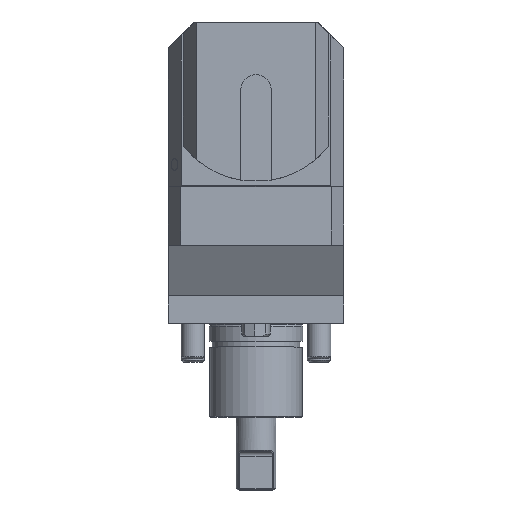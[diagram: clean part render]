
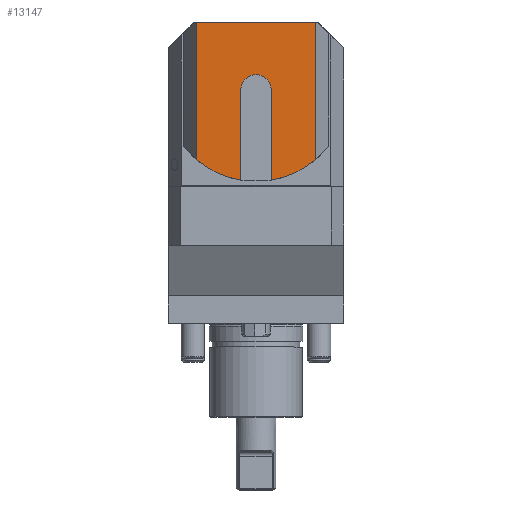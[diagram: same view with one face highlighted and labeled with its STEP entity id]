
A CAD part, top view. The second image highlights one B-rep face of the part: STEP entity #13147.
In plain terms, the highlighted planar face has unit normal (0, 0, 1).
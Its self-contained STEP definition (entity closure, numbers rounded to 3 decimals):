
#521 = VERTEX_POINT ( 'NONE', #25897 ) ;
#642 = AXIS2_PLACEMENT_3D ( 'NONE', #17561, #25981, #23993 ) ;
#1091 = CARTESIAN_POINT ( 'NONE',  ( 0.596, 81., 96.5 ) ) ;
#1130 = CARTESIAN_POINT ( 'NONE',  ( 26.072, 52., 96.5 ) ) ;
#1956 = CIRCLE ( 'NONE', #8477, 6.5 ) ;
#2267 = CARTESIAN_POINT ( 'NONE',  ( 26.072, 22.142, 96.5 ) ) ;
#2331 = DIRECTION ( 'NONE',  ( 0., 0., 1. ) ) ;
#2993 = VECTOR ( 'NONE', #20600, 1000. ) ;
#3008 = PLANE ( 'NONE',  #12380 ) ;
#3017 = LINE ( 'NONE', #1091, #7082 ) ;
#3590 = VERTEX_POINT ( 'NONE', #14044 ) ;
#4286 = VECTOR ( 'NONE', #24763, 1000. ) ;
#4432 = CARTESIAN_POINT ( 'NONE',  ( 0.596, 52., 96.5 ) ) ;
#7082 = VECTOR ( 'NONE', #9409, 1000. ) ;
#8477 = AXIS2_PLACEMENT_3D ( 'NONE', #4432, #2331, #12653 ) ;
#8729 = VERTEX_POINT ( 'NONE', #2267 ) ;
#9036 = CIRCLE ( 'NONE', #25936, 39.25 ) ;
#9409 = DIRECTION ( 'NONE',  ( -1., 0., 0. ) ) ;
#9695 = EDGE_CURVE ( 'NONE', #521, #3590, #1956, .T. ) ;
#10311 = EDGE_CURVE ( 'NONE', #3590, #19529, #25810, .T. ) ;
#10325 = VERTEX_POINT ( 'NONE', #23418 ) ;
#10525 = CARTESIAN_POINT ( 'NONE',  ( 7.096, 13.292, 96.5 ) ) ;
#10623 = ORIENTED_EDGE ( 'NONE', *, *, #26886, .T. ) ;
#11150 = EDGE_LOOP ( 'NONE', ( #13370, #26625, #14111, #10623, #22677, #20026, #13419, #11220 ) ) ;
#11185 = CARTESIAN_POINT ( 'NONE',  ( -5.904, 13.292, 96.5 ) ) ;
#11220 = ORIENTED_EDGE ( 'NONE', *, *, #24193, .T. ) ;
#11299 = CARTESIAN_POINT ( 'NONE',  ( -5.904, 52., 96.5 ) ) ;
#11847 = VERTEX_POINT ( 'NONE', #21265 ) ;
#12316 = LINE ( 'NONE', #22545, #2993 ) ;
#12380 = AXIS2_PLACEMENT_3D ( 'NONE', #21484, #21773, #24083 ) ;
#12653 = DIRECTION ( 'NONE',  ( 0., -1., 0. ) ) ;
#13147 = ADVANCED_FACE ( 'Defeature completata2_217', ( #23668 ), #3008, .T. ) ;
#13370 = ORIENTED_EDGE ( 'NONE', *, *, #15592, .T. ) ;
#13419 = ORIENTED_EDGE ( 'NONE', *, *, #14918, .F. ) ;
#14044 = CARTESIAN_POINT ( 'NONE',  ( -5.904, 52., 96.5 ) ) ;
#14111 = ORIENTED_EDGE ( 'NONE', *, *, #26665, .T. ) ;
#14918 = EDGE_CURVE ( 'NONE', #20627, #521, #12316, .T. ) ;
#15592 = EDGE_CURVE ( 'NONE', #8729, #11847, #17863, .T. ) ;
#16955 = CARTESIAN_POINT ( 'NONE',  ( -24.881, 22.142, 96.5 ) ) ;
#17483 = VERTEX_POINT ( 'NONE', #16955 ) ;
#17561 = CARTESIAN_POINT ( 'NONE',  ( 0.596, 52., 96.5 ) ) ;
#17863 = LINE ( 'NONE', #1130, #21256 ) ;
#19529 = VERTEX_POINT ( 'NONE', #11185 ) ;
#20026 = ORIENTED_EDGE ( 'NONE', *, *, #9695, .F. ) ;
#20600 = DIRECTION ( 'NONE',  ( 0., 1., 0. ) ) ;
#20627 = VERTEX_POINT ( 'NONE', #10525 ) ;
#21256 = VECTOR ( 'NONE', #26126, 1000. ) ;
#21265 = CARTESIAN_POINT ( 'NONE',  ( 26.072, 81., 96.5 ) ) ;
#21339 = DIRECTION ( 'NONE',  ( 0., -1., 0. ) ) ;
#21484 = CARTESIAN_POINT ( 'NONE',  ( 0.596, 52., 96.5 ) ) ;
#21773 = DIRECTION ( 'NONE',  ( 0., 0., 1. ) ) ;
#22261 = EDGE_CURVE ( 'NONE', #11847, #10325, #3017, .T. ) ;
#22457 = CARTESIAN_POINT ( 'NONE',  ( -24.881, 52., 96.5 ) ) ;
#22545 = CARTESIAN_POINT ( 'NONE',  ( 7.096, 52., 96.5 ) ) ;
#22677 = ORIENTED_EDGE ( 'NONE', *, *, #10311, .F. ) ;
#22870 = CARTESIAN_POINT ( 'NONE',  ( 0.596, 52., 96.5 ) ) ;
#23418 = CARTESIAN_POINT ( 'NONE',  ( -24.881, 81., 96.5 ) ) ;
#23564 = VECTOR ( 'NONE', #23823, 1000. ) ;
#23668 = FACE_OUTER_BOUND ( 'NONE', #11150, .T. ) ;
#23823 = DIRECTION ( 'NONE',  ( 0., -1., 0. ) ) ;
#23993 = DIRECTION ( 'NONE',  ( 0., -1., 0. ) ) ;
#24083 = DIRECTION ( 'NONE',  ( 0., -1., 0. ) ) ;
#24114 = CIRCLE ( 'NONE', #642, 39.25 ) ;
#24193 = EDGE_CURVE ( 'NONE', #20627, #8729, #24114, .T. ) ;
#24763 = DIRECTION ( 'NONE',  ( 0., -1., 0. ) ) ;
#25010 = DIRECTION ( 'NONE',  ( 0., 0., 1. ) ) ;
#25810 = LINE ( 'NONE', #11299, #23564 ) ;
#25897 = CARTESIAN_POINT ( 'NONE',  ( 7.096, 52., 96.5 ) ) ;
#25936 = AXIS2_PLACEMENT_3D ( 'NONE', #22870, #25010, #21339 ) ;
#25981 = DIRECTION ( 'NONE',  ( 0., 0., 1. ) ) ;
#26126 = DIRECTION ( 'NONE',  ( 0., 1., 0. ) ) ;
#26495 = LINE ( 'NONE', #22457, #4286 ) ;
#26625 = ORIENTED_EDGE ( 'NONE', *, *, #22261, .T. ) ;
#26665 = EDGE_CURVE ( 'NONE', #10325, #17483, #26495, .T. ) ;
#26886 = EDGE_CURVE ( 'NONE', #17483, #19529, #9036, .T. ) ;
